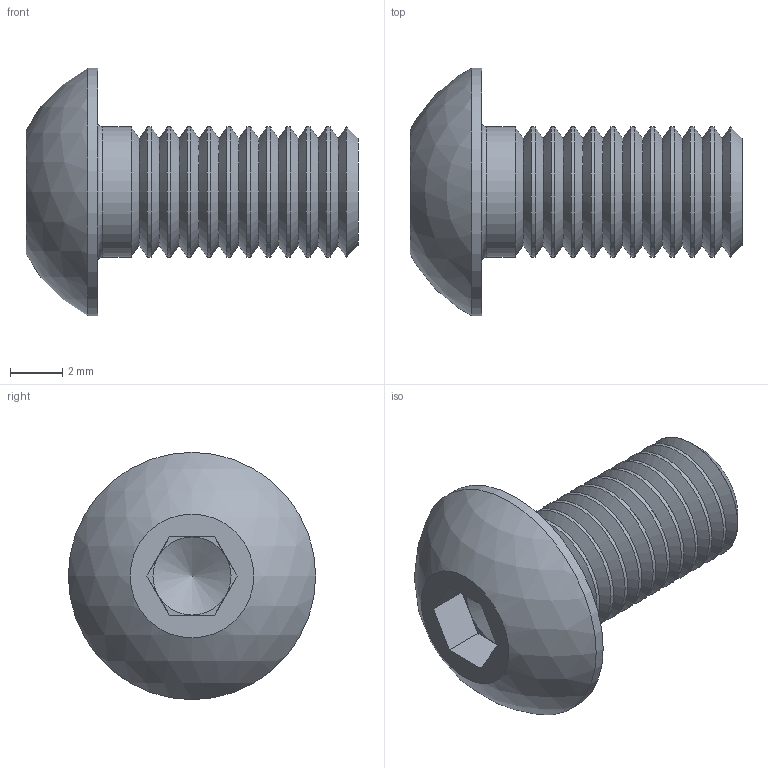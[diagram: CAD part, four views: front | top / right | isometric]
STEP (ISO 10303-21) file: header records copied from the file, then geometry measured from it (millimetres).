
FILE_DESCRIPTION (( 'STEP AP203' ), '1' );
FILE_NAME ('Âèíò ñ ï.êð ãîëîâêîé è âí. øåñòèãðàí. Ì5x10 ISO 7380.STEP', '2024-07-31T08:29:37', ( '' ), ( '' ), 'SwSTEP 2.0', 'SolidWorks 2021', '' );
FILE_SCHEMA (( 'CONFIG_CONTROL_DESIGN' ));
Length unit declared in the file: millimetre
Products named in the file (1): Âèíò ñ ï.êð ãîëîâêîé è âí. øåñòèãðàí. Ì5x10 ISO 7380
Bounding box: 12.75 x 9.5 x 9.5 mm (x, y, z)
Volume: 297.2 mm3; surface area: 411.1 mm2
Topology: 1 solids, 1 shells, 54 faces, 111 edges, 61 vertices
Faces by surface type: cone 24, plane 15, cylinder 13, sphere 1, torus 1
Full cylindrical faces by diameter (mm): 5 x12, 9.5 x1
Entity records: 1249 total; most frequent: DIRECTION 226, CARTESIAN_POINT 183, ORIENTED_EDGE 140, AXIS2_PLACEMENT_3D 101, EDGE_LOOP 94, EDGE_CURVE 70, FACE_OUTER_BOUND 69, VERTEX_POINT 58
